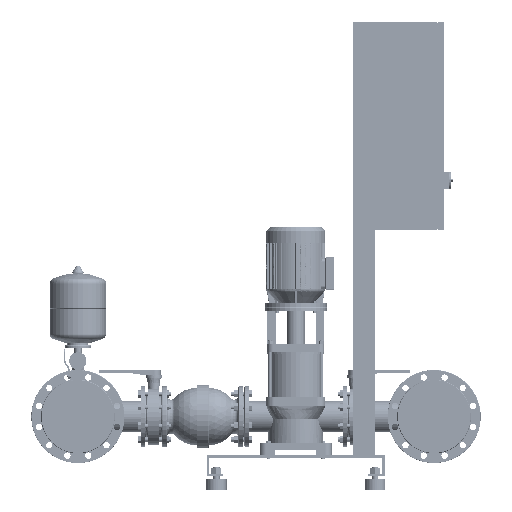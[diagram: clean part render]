
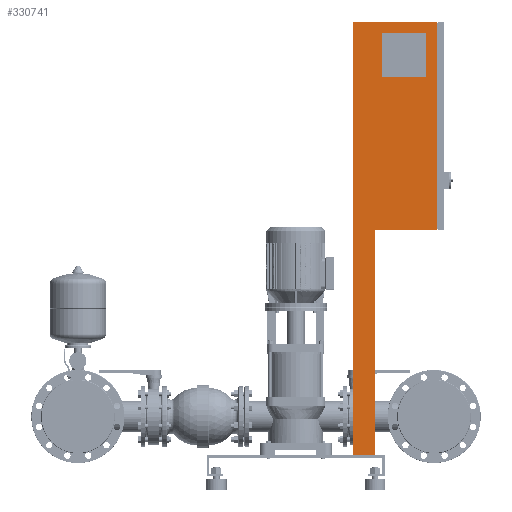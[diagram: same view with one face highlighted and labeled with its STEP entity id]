
A CAD part, left-side view. The second image highlights one B-rep face of the part: STEP entity #330741.
In plain terms, the highlighted planar face has unit normal (-1, 0, 0).
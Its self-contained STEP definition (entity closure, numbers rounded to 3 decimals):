
#329370=CARTESIAN_POINT('',(0.,-210.,128.0));
#329371=VERTEX_POINT('',#329370);
#329378=CARTESIAN_POINT('',(0.,-210.0,1708.0));
#329379=VERTEX_POINT('',#329378);
#329380=CARTESIAN_POINT('',(0.,-210.0,1708.0));
#329381=DIRECTION('',(0.0,0.0,-1.0));
#329382=VECTOR('',#329381,1580.0);
#329383=LINE('',#329380,#329382);
#329384=EDGE_CURVE('',#329379,#329371,#329383,.T.);
#329408=CARTESIAN_POINT('',(0.,-290.,948.0));
#329409=VERTEX_POINT('',#329408);
#329418=CARTESIAN_POINT('',(0.,-290.,128.0));
#329419=VERTEX_POINT('',#329418);
#329420=CARTESIAN_POINT('',(0.,-290.,128.0));
#329421=DIRECTION('',(0.0,0.0,1.0));
#329422=VECTOR('',#329421,820.0);
#329423=LINE('',#329420,#329422);
#329424=EDGE_CURVE('',#329419,#329409,#329423,.T.);
#329481=CARTESIAN_POINT('',(0.,-210.,128.0));
#329482=DIRECTION('',(0.0,-1.0,0.0));
#329483=VECTOR('',#329482,80.0);
#329484=LINE('',#329481,#329483);
#329485=EDGE_CURVE('',#329371,#329419,#329484,.T.);
#329527=CARTESIAN_POINT('',(0.,-475.0,1668.0));
#329528=VERTEX_POINT('',#329527);
#329535=CARTESIAN_POINT('',(0.,-315.0,1668.0));
#329536=VERTEX_POINT('',#329535);
#329537=CARTESIAN_POINT('',(0.,-315.0,1668.0));
#329538=DIRECTION('',(0.0,-1.0,0.0));
#329539=VECTOR('',#329538,160.0);
#329540=LINE('',#329537,#329539);
#329541=EDGE_CURVE('',#329536,#329528,#329540,.T.);
#329565=CARTESIAN_POINT('',(0.0,-475.,1508.));
#329566=VERTEX_POINT('',#329565);
#329573=CARTESIAN_POINT('',(0.,-475.0,1668.0));
#329574=DIRECTION('',(0.0,0.0,-1.0));
#329575=VECTOR('',#329574,160.);
#329576=LINE('',#329573,#329575);
#329577=EDGE_CURVE('',#329528,#329566,#329576,.T.);
#329596=CARTESIAN_POINT('',(0.0,-315.,1508.0));
#329597=VERTEX_POINT('',#329596);
#329604=CARTESIAN_POINT('',(0.0,-475.,1508.));
#329605=DIRECTION('',(0.0,1.0,0.0));
#329606=VECTOR('',#329605,160.);
#329607=LINE('',#329604,#329606);
#329608=EDGE_CURVE('',#329566,#329597,#329607,.T.);
#329626=CARTESIAN_POINT('',(0.0,-315.,1508.0));
#329627=DIRECTION('',(0.0,0.0,1.0));
#329628=VECTOR('',#329627,160.0);
#329629=LINE('',#329626,#329628);
#329630=EDGE_CURVE('',#329597,#329536,#329629,.T.);
#330577=CARTESIAN_POINT('',(0.,-515.0,1708.0));
#330578=VERTEX_POINT('',#330577);
#330585=CARTESIAN_POINT('',(0.,-515.0,948.0));
#330586=VERTEX_POINT('',#330585);
#330587=CARTESIAN_POINT('',(0.,-515.0,948.0));
#330588=DIRECTION('',(0.0,0.0,1.0));
#330589=VECTOR('',#330588,760.0);
#330590=LINE('',#330587,#330589);
#330591=EDGE_CURVE('',#330586,#330578,#330590,.T.);
#330625=CARTESIAN_POINT('',(0.,-210.0,1708.0));
#330626=DIRECTION('',(0.0,-1.0,0.0));
#330627=VECTOR('',#330626,305.0);
#330628=LINE('',#330625,#330627);
#330629=EDGE_CURVE('',#329379,#330578,#330628,.T.);
#330709=CARTESIAN_POINT('',(0.,-290.,948.0));
#330710=DIRECTION('',(0.0,-1.0,0.0));
#330711=VECTOR('',#330710,225.);
#330712=LINE('',#330709,#330711);
#330713=EDGE_CURVE('',#329409,#330586,#330712,.T.);
#330722=CARTESIAN_POINT('',(0.,-290.,948.0));
#330723=DIRECTION('',(-1.0,0.0,0.0));
#330724=DIRECTION('',(0.0,-1.0,0.0));
#330725=AXIS2_PLACEMENT_3D('',#330722,#330723,#330724);
#330726=PLANE('',#330725);
#330727=ORIENTED_EDGE('',*,*,#330591,.T.);
#330728=ORIENTED_EDGE('',*,*,#330629,.F.);
#330729=ORIENTED_EDGE('',*,*,#329384,.T.);
#330730=ORIENTED_EDGE('',*,*,#329485,.T.);
#330731=ORIENTED_EDGE('',*,*,#329424,.T.);
#330732=ORIENTED_EDGE('',*,*,#330713,.T.);
#330733=EDGE_LOOP('',(#330727,#330728,#330729,#330730,#330731,#330732));
#330734=FACE_OUTER_BOUND('',#330733,.T.);
#330735=ORIENTED_EDGE('',*,*,#329541,.T.);
#330736=ORIENTED_EDGE('',*,*,#329577,.T.);
#330737=ORIENTED_EDGE('',*,*,#329608,.T.);
#330738=ORIENTED_EDGE('',*,*,#329630,.T.);
#330739=EDGE_LOOP('',(#330735,#330736,#330737,#330738));
#330740=FACE_BOUND('',#330739,.T.);
#330741=ADVANCED_FACE('',(#330734,#330740),#330726,.T.);
